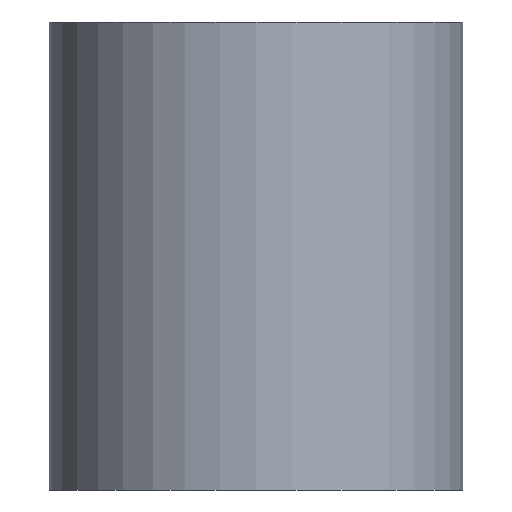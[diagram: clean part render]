
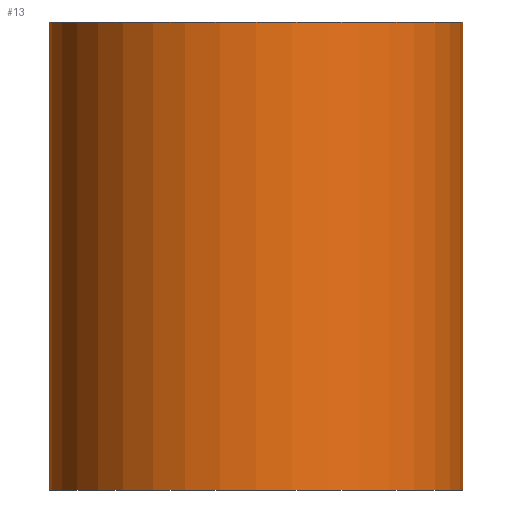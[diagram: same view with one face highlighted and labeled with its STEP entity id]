
A CAD part, front view. The second image highlights one B-rep face of the part: STEP entity #13.
In plain terms, the highlighted cylindrical face has radius 13.25 mm (diameter 26.5 mm), a partial arc.
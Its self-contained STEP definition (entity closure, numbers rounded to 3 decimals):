
#3 = ORIENTED_EDGE ( 'NONE', *, *, #11, .T. ) ;
#9 = ORIENTED_EDGE ( 'NONE', *, *, #49, .F. ) ;
#10 = ORIENTED_EDGE ( 'NONE', *, *, #12, .T. ) ;
#11 = EDGE_CURVE ( 'NONE', #47, #46, #69, .T. ) ;
#12 = EDGE_CURVE ( 'NONE', #46, #108, #70, .T. ) ;
#13 = ADVANCED_FACE ( 'NONE', ( #62 ), #267, .T. ) ;
#15 = EDGE_LOOP ( 'NONE', ( #9, #3, #10, #106 ) ) ;
#46 = VERTEX_POINT ( 'NONE', #245 ) ;
#47 = VERTEX_POINT ( 'NONE', #244 ) ;
#49 = EDGE_CURVE ( 'NONE', #47, #59, #243, .T. ) ;
#59 = VERTEX_POINT ( 'NONE', #151 ) ;
#62 = FACE_OUTER_BOUND ( 'NONE', #15, .T. ) ;
#63 = DIRECTION ( 'NONE',  ( 0., 0., 1. ) ) ;
#64 = VECTOR ( 'NONE', #63, 1000. ) ;
#65 = CARTESIAN_POINT ( 'NONE',  ( 13.25, 0., 0. ) ) ;
#66 = DIRECTION ( 'NONE',  ( 1., 0., 0. ) ) ;
#67 = DIRECTION ( 'NONE',  ( 0., 0., 1. ) ) ;
#68 = AXIS2_PLACEMENT_3D ( 'NONE', #76, #67, #66 ) ;
#69 = CIRCLE ( 'NONE', #68, 13.25 ) ;
#70 = LINE ( 'NONE', #65, #64 ) ;
#76 = CARTESIAN_POINT ( 'NONE',  ( 0., 0., -30. ) ) ;
#106 = ORIENTED_EDGE ( 'NONE', *, *, #140, .F. ) ;
#108 = VERTEX_POINT ( 'NONE', #174 ) ;
#140 = EDGE_CURVE ( 'NONE', #59, #108, #295, .T. ) ;
#151 = CARTESIAN_POINT ( 'NONE',  ( -13.25, 0., 0. ) ) ;
#162 = DIRECTION ( 'NONE',  ( 0., 0., 1. ) ) ;
#163 = VECTOR ( 'NONE', #162, 1000. ) ;
#164 = CARTESIAN_POINT ( 'NONE',  ( -13.25, 0., 0. ) ) ;
#165 = DIRECTION ( 'NONE',  ( 1., 0., 0. ) ) ;
#174 = CARTESIAN_POINT ( 'NONE',  ( 13.25, 0., 0. ) ) ;
#242 = CARTESIAN_POINT ( 'NONE',  ( 0., 0., 0. ) ) ;
#243 = LINE ( 'NONE', #164, #163 ) ;
#244 = CARTESIAN_POINT ( 'NONE',  ( -13.25, 0., -30. ) ) ;
#245 = CARTESIAN_POINT ( 'NONE',  ( 13.25, 0., -30. ) ) ;
#263 = AXIS2_PLACEMENT_3D ( 'NONE', #242, #289, #165 ) ;
#267 = CYLINDRICAL_SURFACE ( 'NONE', #263, 13.25 ) ;
#289 = DIRECTION ( 'NONE',  ( 0., 0., 1. ) ) ;
#291 = DIRECTION ( 'NONE',  ( 1., 0., 0. ) ) ;
#292 = DIRECTION ( 'NONE',  ( 0., 0., 1. ) ) ;
#293 = CARTESIAN_POINT ( 'NONE',  ( 0., 0., 0. ) ) ;
#294 = AXIS2_PLACEMENT_3D ( 'NONE', #293, #292, #291 ) ;
#295 = CIRCLE ( 'NONE', #294, 13.25 ) ;
